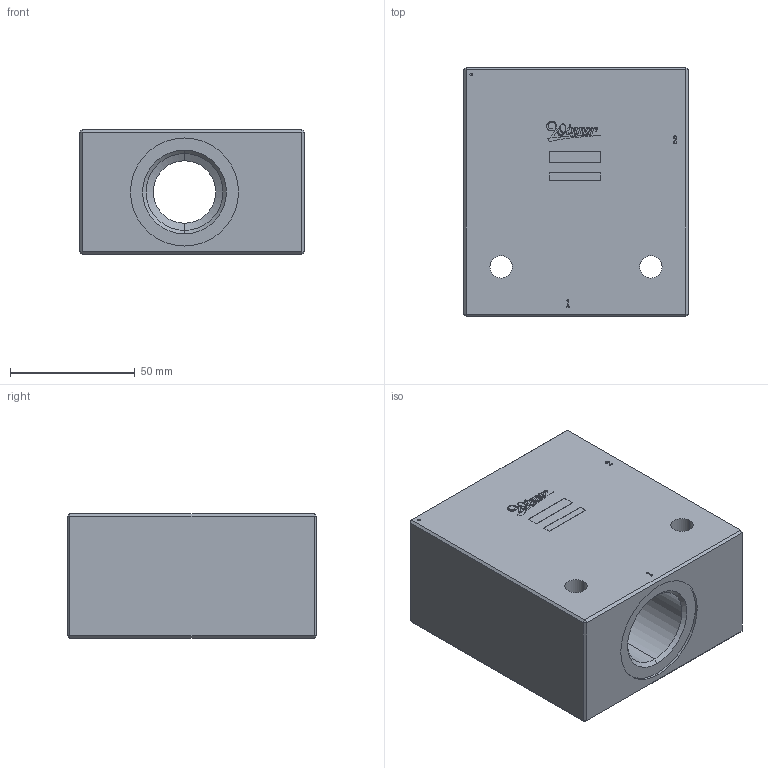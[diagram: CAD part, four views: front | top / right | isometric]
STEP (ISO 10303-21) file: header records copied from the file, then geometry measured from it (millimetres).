
FILE_DESCRIPTION (( 'STEP AP203' ), '1' );
FILE_NAME ('ML-21E2-G08-Z01.STEP', '2026-02-25T05:19:57', ( '' ), ( '' ), 'SwSTEP 2.0', 'SolidWorks 2018', '' );
FILE_SCHEMA (( 'CONFIG_CONTROL_DESIGN' ));
Length unit declared in the file: millimetre
Products named in the file (1): ML-21E2-G08-Z01
Bounding box: 90 x 100 x 50 mm (x, y, z)
Volume: 349294.8 mm3; surface area: 49193.9 mm2
Topology: 1 solids, 1 shells, 318 faces, 862 edges, 557 vertices
Faces by surface type: cylinder 169, plane 100, bspline 29, cone 18, torus 2
Entity records: 10997 total; most frequent: CARTESIAN_POINT 2785, DIRECTION 1730, ORIENTED_EDGE 1720, EDGE_CURVE 860, AXIS2_PLACEMENT_3D 640, VERTEX_POINT 557, LINE 450, VECTOR 450
